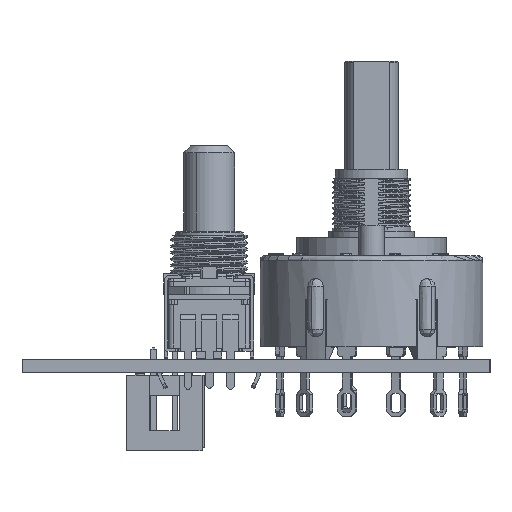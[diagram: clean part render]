
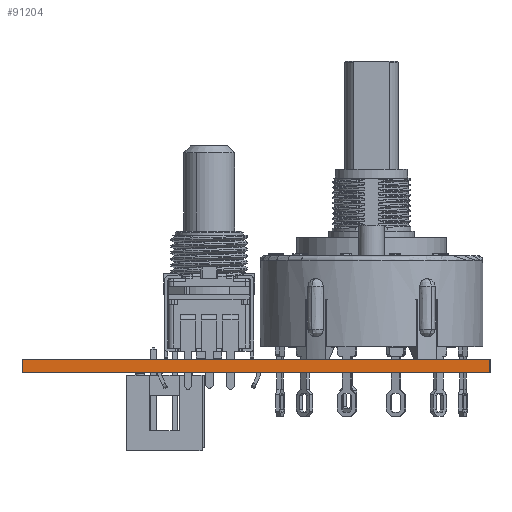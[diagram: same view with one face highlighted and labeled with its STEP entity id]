
A CAD part, left-side view. The second image highlights one B-rep face of the part: STEP entity #91204.
In plain terms, the highlighted planar face has unit normal (-1, 0, 0).
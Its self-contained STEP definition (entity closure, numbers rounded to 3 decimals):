
#88364 = VERTEX_POINT('',#88365);
#88365 = CARTESIAN_POINT('',(0.,0.,1.6));
#88371 = EDGE_CURVE('',#88372,#88364,#88374,.T.);
#88372 = VERTEX_POINT('',#88373);
#88373 = CARTESIAN_POINT('',(0.,-0.,0.));
#88374 = LINE('',#88375,#88376);
#88375 = CARTESIAN_POINT('',(0.,-0.,0.));
#88376 = VECTOR('',#88377,1.);
#88377 = DIRECTION('',(0.,0.,1.));
#88395 = EDGE_CURVE('',#88372,#88396,#88398,.T.);
#88396 = VERTEX_POINT('',#88397);
#88397 = CARTESIAN_POINT('',(0.,55.,0.));
#88398 = LINE('',#88399,#88400);
#88399 = CARTESIAN_POINT('',(0.,-0.,0.));
#88400 = VECTOR('',#88401,1.);
#88401 = DIRECTION('',(0.,1.,0.));
#89794 = EDGE_CURVE('',#88364,#89795,#89797,.T.);
#89795 = VERTEX_POINT('',#89796);
#89796 = CARTESIAN_POINT('',(0.,55.,1.6));
#89797 = LINE('',#89798,#89799);
#89798 = CARTESIAN_POINT('',(0.,0.,1.6));
#89799 = VECTOR('',#89800,1.);
#89800 = DIRECTION('',(0.,1.,0.));
#91191 = EDGE_CURVE('',#88396,#89795,#91192,.T.);
#91192 = LINE('',#91193,#91194);
#91193 = CARTESIAN_POINT('',(0.,55.,0.));
#91194 = VECTOR('',#91195,1.);
#91195 = DIRECTION('',(0.,0.,1.));
#91204 = ADVANCED_FACE('',(#91205),#91211,.T.);
#91205 = FACE_BOUND('',#91206,.T.);
#91206 = EDGE_LOOP('',(#91207,#91208,#91209,#91210));
#91207 = ORIENTED_EDGE('',*,*,#88371,.T.);
#91208 = ORIENTED_EDGE('',*,*,#89794,.T.);
#91209 = ORIENTED_EDGE('',*,*,#91191,.F.);
#91210 = ORIENTED_EDGE('',*,*,#88395,.F.);
#91211 = PLANE('',#91212);
#91212 = AXIS2_PLACEMENT_3D('',#91213,#91214,#91215);
#91213 = CARTESIAN_POINT('',(0.,0.,0.));
#91214 = DIRECTION('',(-1.,0.,0.));
#91215 = DIRECTION('',(0.,1.,0.));
